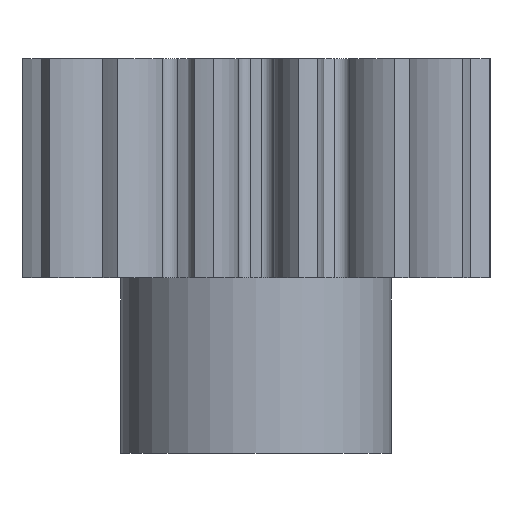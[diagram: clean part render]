
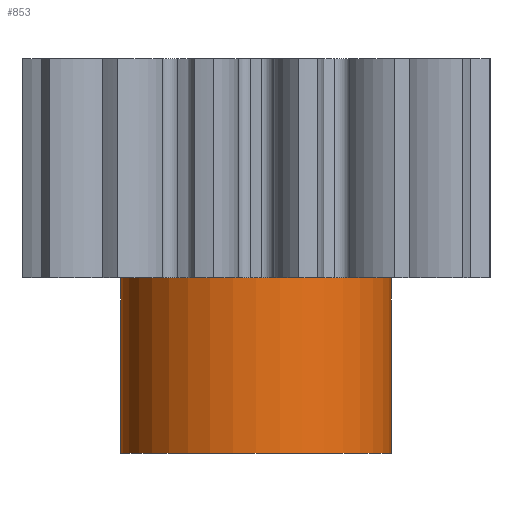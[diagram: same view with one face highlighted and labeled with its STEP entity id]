
A CAD part, front view. The second image highlights one B-rep face of the part: STEP entity #853.
In plain terms, the highlighted cylindrical face has radius 9.25 mm (diameter 18.5 mm), a partial arc.
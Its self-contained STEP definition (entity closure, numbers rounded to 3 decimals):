
#18 = VERTEX_POINT ( 'NONE', #1275 ) ;
#21 = VERTEX_POINT ( 'NONE', #1273 ) ;
#22 = VERTEX_POINT ( 'NONE', #1334 ) ;
#33 = EDGE_CURVE ( 'NONE', #22, #18, #1326, .T. ) ;
#79 = EDGE_CURVE ( 'NONE', #21, #91, #1580, .T. ) ;
#91 = VERTEX_POINT ( 'NONE', #1405 ) ;
#503 = EDGE_CURVE ( 'NONE', #91, #18, #2126, .T. ) ;
#844 = ORIENTED_EDGE ( 'NONE', *, *, #854, .T. ) ;
#848 = ORIENTED_EDGE ( 'NONE', *, *, #79, .F. ) ;
#850 = EDGE_LOOP ( 'NONE', ( #848, #844, #1052, #1051 ) ) ;
#853 = ADVANCED_FACE ( 'NONE', ( #3011 ), #3031, .T. ) ;
#854 = EDGE_CURVE ( 'NONE', #21, #22, #3014, .T. ) ;
#1051 = ORIENTED_EDGE ( 'NONE', *, *, #503, .F. ) ;
#1052 = ORIENTED_EDGE ( 'NONE', *, *, #33, .T. ) ;
#1273 = CARTESIAN_POINT ( 'NONE',  ( -9.25, 0., -12. ) ) ;
#1275 = CARTESIAN_POINT ( 'NONE',  ( 9.25, 0., 0. ) ) ;
#1308 = VECTOR ( 'NONE', #1321, 1000. ) ;
#1321 = DIRECTION ( 'NONE',  ( 0., 0., 1. ) ) ;
#1322 = CARTESIAN_POINT ( 'NONE',  ( 9.25, 0., -12. ) ) ;
#1326 = LINE ( 'NONE', #1322, #1308 ) ;
#1334 = CARTESIAN_POINT ( 'NONE',  ( 9.25, 0., -12. ) ) ;
#1405 = CARTESIAN_POINT ( 'NONE',  ( -9.25, 0., 0. ) ) ;
#1420 = DIRECTION ( 'NONE',  ( 0., 0., 1. ) ) ;
#1421 = VECTOR ( 'NONE', #1420, 1000. ) ;
#1579 = CARTESIAN_POINT ( 'NONE',  ( -9.25, 0., -12. ) ) ;
#1580 = LINE ( 'NONE', #1579, #1421 ) ;
#2126 = CIRCLE ( 'NONE', #2180, 9.25 ) ;
#2177 = DIRECTION ( 'NONE',  ( 1., 0., 0. ) ) ;
#2178 = DIRECTION ( 'NONE',  ( 0., 0., 1. ) ) ;
#2179 = CARTESIAN_POINT ( 'NONE',  ( 0., 0., 0. ) ) ;
#2180 = AXIS2_PLACEMENT_3D ( 'NONE', #2179, #2178, #2177 ) ;
#2941 = DIRECTION ( 'NONE',  ( 1., 0., 0. ) ) ;
#2942 = DIRECTION ( 'NONE',  ( 0., 0., 1. ) ) ;
#2943 = AXIS2_PLACEMENT_3D ( 'NONE', #3008, #2942, #2941 ) ;
#3007 = AXIS2_PLACEMENT_3D ( 'NONE', #3010, #3015, #3012 ) ;
#3008 = CARTESIAN_POINT ( 'NONE',  ( 0., 0., -12. ) ) ;
#3010 = CARTESIAN_POINT ( 'NONE',  ( 0., 0., -12. ) ) ;
#3011 = FACE_OUTER_BOUND ( 'NONE', #850, .T. ) ;
#3012 = DIRECTION ( 'NONE',  ( 1., 0., 0. ) ) ;
#3014 = CIRCLE ( 'NONE', #2943, 9.25 ) ;
#3015 = DIRECTION ( 'NONE',  ( 0., 0., 1. ) ) ;
#3031 = CYLINDRICAL_SURFACE ( 'NONE', #3007, 9.25 ) ;
